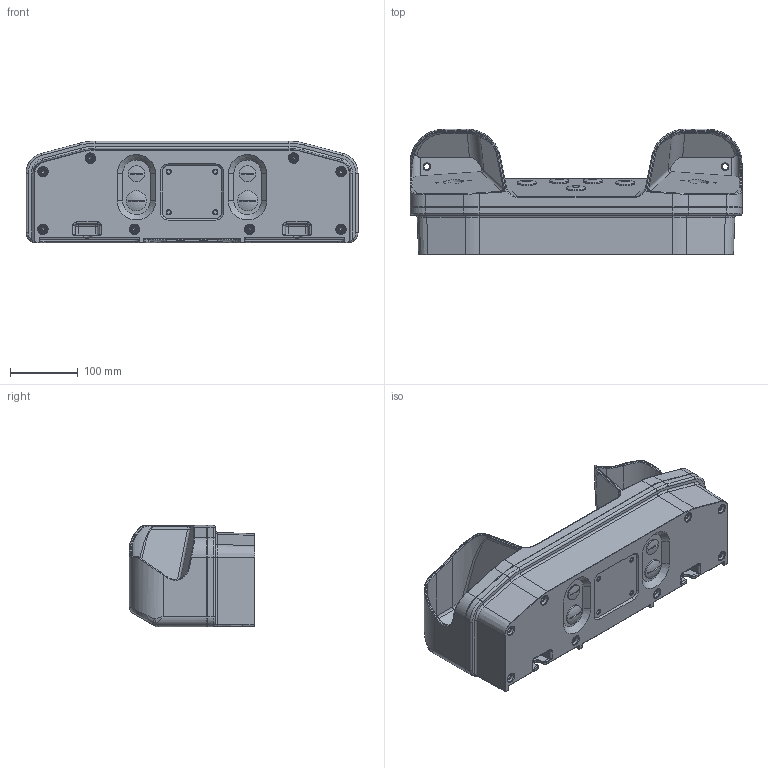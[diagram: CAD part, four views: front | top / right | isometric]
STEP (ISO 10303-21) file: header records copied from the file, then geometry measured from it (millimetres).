
FILE_DESCRIPTION (( 'STEP AP214' ), '1' );
FILE_NAME ('2H-240000.STEP', '2023-03-09T15:14:45', ( '' ), ( '' ), 'SwSTEP 2.0', 'SolidWorks 2021', '' );
FILE_SCHEMA (( 'AUTOMOTIVE_DESIGN' ));
Length unit declared in the file: inch
Products named in the file (1): 2H-240000
Bounding box: 490 x 185 x 150 mm (x, y, z)
Volume: 6796969.4 mm3; surface area: 413722.2 mm2
Topology: 1 solids, 26 shells, 1052 faces, 2442 edges, 1457 vertices
Faces by surface type: cylinder 358, plane 336, bspline 244, cone 114
Full cylindrical faces by diameter (mm): 5 x4, 5.5 x4, 9 x2, 10 x8, 11 x5, 11.8 x5, 13.4 x8, 14.5 x4, 15.9 x5, 17.8 x2, 18 x4, 19.8 x4, 23 x4, 24 x4, 24.4 x2, 24.6 x2, 28.4 x5, 30 x6
Entity records: 43611 total; most frequent: CARTESIAN_POINT 18277, ORIENTED_EDGE 4446, DIRECTION 4223, EDGE_CURVE 2223, AXIS2_PLACEMENT_3D 1733, VERTEX_POINT 1405, EDGE_LOOP 1294, FACE_OUTER_BOUND 1157
